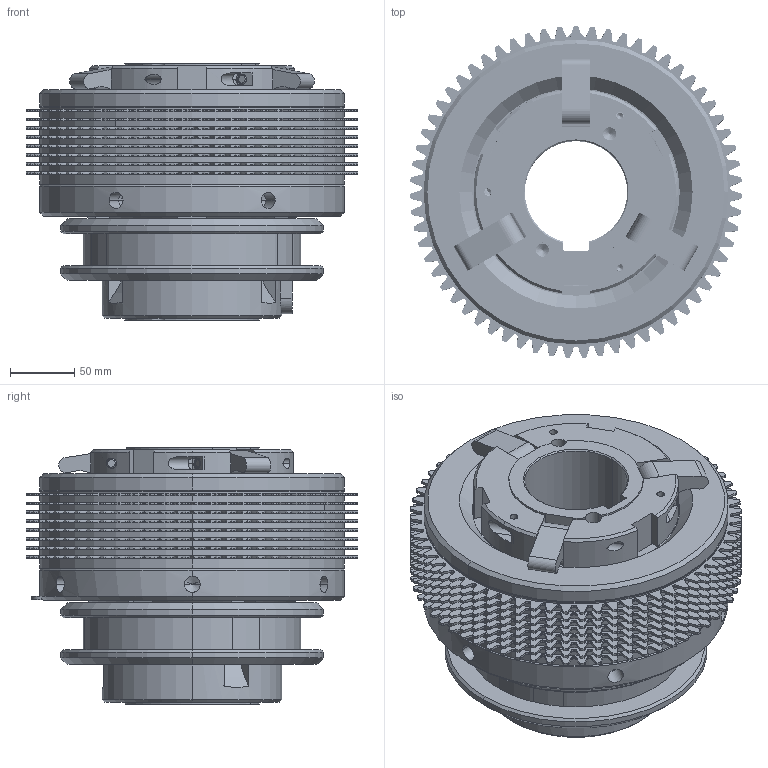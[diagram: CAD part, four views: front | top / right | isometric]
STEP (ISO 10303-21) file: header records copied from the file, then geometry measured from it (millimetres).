
FILE_DESCRIPTION (( 'STEP AP203' ), '1' );
FILE_NAME ('OS1008TG.STEP', '2017-10-30T00:53:41', ( '新井重治' ), ( '小倉クラッチ' ), 'SwSTEP 2.0', 'SolidWorks 2009', '' );
FILE_SCHEMA (( 'CONFIG_CONTROL_DESIGN' ));
Length unit declared in the file: millimetre
Products named in the file (1): OS1008TG
Bounding box: 259.18 x 259.11 x 200 mm (x, y, z)
Volume: 5046457.8 mm3; surface area: 687430.1 mm2
Topology: 1 solids, 20 shells, 4984 faces, 14649 edges, 9692 vertices
Faces by surface type: cylinder 2407, bspline 2018, plane 448, cone 97, torus 8, sphere 6
Entity records: 302548 total; most frequent: CARTESIAN_POINT 179316, ORIENTED_EDGE 29188, DIRECTION 21500, EDGE_CURVE 14594, VERTEX_POINT 9677, AXIS2_PLACEMENT_3D 8075, VECTOR 5350, LINE 5350
